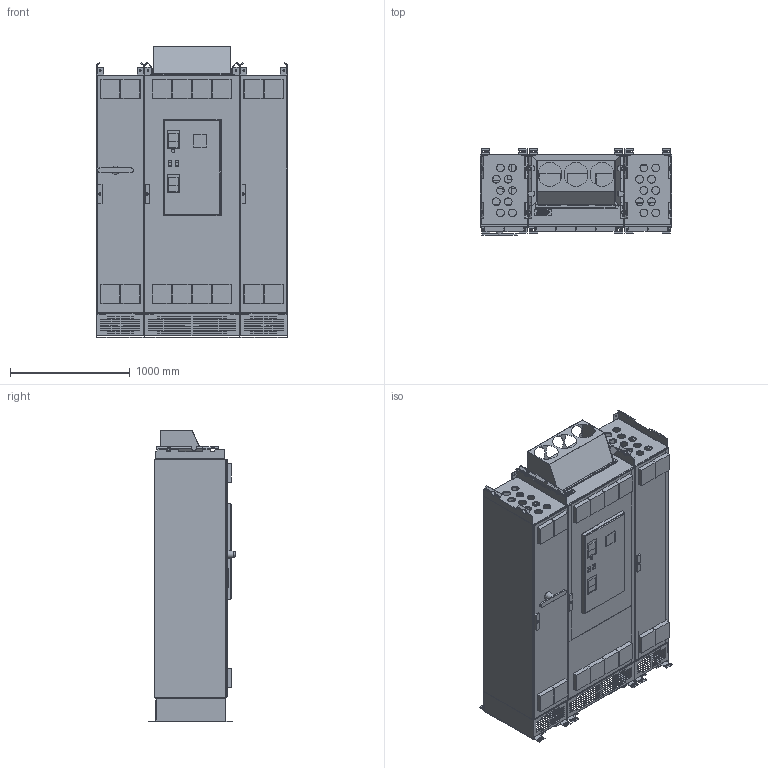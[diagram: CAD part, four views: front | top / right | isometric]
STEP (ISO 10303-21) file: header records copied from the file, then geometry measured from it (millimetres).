
FILE_DESCRIPTION(/* description */ (''),/* implementation_level */ '2;1');
FILE_NAME(/* name */ '181K4968.stp',/* time_stamp */ '2026-01-15T14:02:26+02:00',/* author */ (''),/* organization */ (''),/* preprocessor_version */ 'ST-DEVELOPER v20',/* originating_system */ 'SIEMENS PLM Software NX2312.3002',/* authorisation */ '');
FILE_SCHEMA (('AUTOMOTIVE_DESIGN { 1 0 10303 214 3 1 1 1 }'));
Products named in the file (14): 181K4986; 181K4899; 181K4889; 181K4910; 181K4909; 181K4918; 181K4896; 181K4892; 181K4906_81007ID; 181K4927; 181K4985; 181K4959; 181K4949; 181K4968
Assembly tree (14 placements, depth 3):
  181K4968
    181K4949
      181K4906_81007ID
      181K4892
      181K4896
      181K4918
    181K4959
      181K4909
      181K4910
      181K4889
    181K4927
    181K4985
      181K4889
      181K4899
      181K4986
Bounding box: 1600 x 728.4 x 2441.18 mm (x, y, z)
Volume: 235402237.7 mm3; surface area: 52132253.3 mm2
Topology: 23 solids, 25 shells, 5217 faces, 14609 edges, 9698 vertices
Faces by surface type: plane 4271, cylinder 632, torus 162, extrusion 89, cone 35, bspline 28
Full cylindrical faces by diameter (mm): 3 x3, 3.3 x1, 6.5 x6, 7 x8, 8.5 x1, 9 x1, 9.116 x12, 10 x12, 10.5 x26, 12 x6, 12.2 x20, 12.5 x6, 13 x26, 15 x12, 15.5 x24, 19.788 x3, 20 x12, 22 x1, 25.715 x4, 26 x3, 26.314 x4, 26.353 x4, 28 x1, 28.338 x1, 28.472 x1, 46 x16, 65 x24, 82.584 x8, 200 x6
Entity records: 188695 total; most frequent: CARTESIAN_POINT 35032, ORIENTED_EDGE 26842, DIRECTION 24130, EDGE_CURVE 13421, VECTOR 11630, LINE 11541, VERTEX_POINT 9150, EDGE_LOOP 6649
